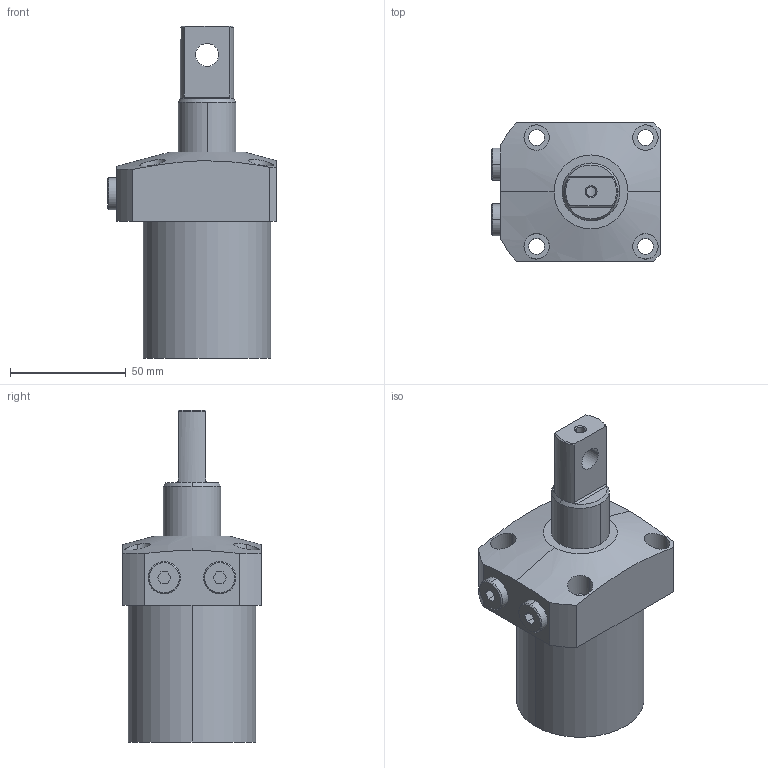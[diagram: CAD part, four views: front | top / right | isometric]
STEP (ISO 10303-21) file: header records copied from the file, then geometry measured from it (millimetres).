
FILE_DESCRIPTION (( 'STEP AP203' ), '1' );
FILE_NAME ('CHA-055Dx90G.STEP', '2019-12-06T08:41:47', ( '' ), ( '' ), 'SwSTEP 2.0', 'SolidWorks 2017', '' );
FILE_SCHEMA (( 'CONFIG_CONTROL_DESIGN' ));
Length unit declared in the file: millimetre
Products named in the file (4): G1-8黑芛; CHA-055D活塞杆; CHA-055Dx90G; CHA-055掛极
Assembly tree (4 placements, depth 2):
  CHA-055Dx90G
    CHA-055掛极
    CHA-055D活塞杆
    G1-8黑芛  x2
Bounding box: 73 x 60 x 143.5 mm (x, y, z)
Volume: 234561 mm3; surface area: 48395.4 mm2
Topology: 4 solids, 4 shells, 165 faces, 419 edges, 276 vertices
Faces by surface type: cylinder 94, plane 48, cone 19, bspline 4
Entity records: 5966 total; most frequent: CARTESIAN_POINT 2622, ORIENTED_EDGE 628, DIRECTION 588, EDGE_CURVE 314, AXIS2_PLACEMENT_3D 234, VERTEX_POINT 207, EDGE_LOOP 153, FACE_OUTER_BOUND 125
